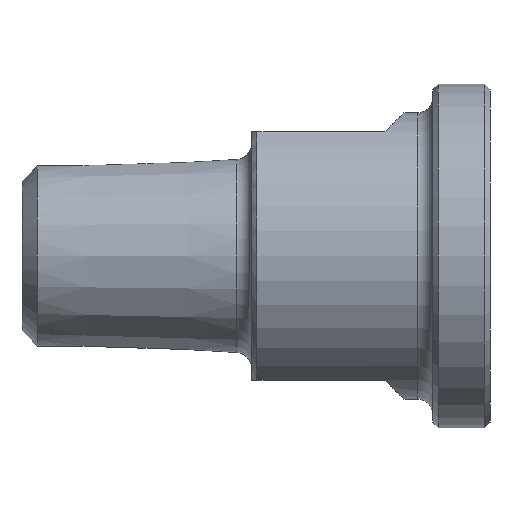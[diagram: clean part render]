
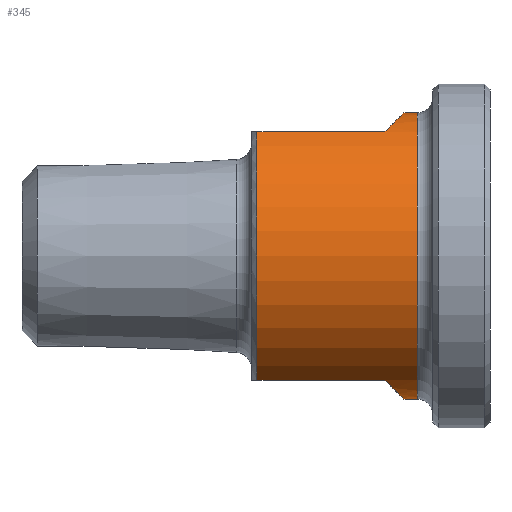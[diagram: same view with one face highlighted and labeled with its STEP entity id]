
A CAD part, front view. The second image highlights one B-rep face of the part: STEP entity #345.
In plain terms, the highlighted cylindrical face has radius 7.5 mm (diameter 15 mm), a full revolution.
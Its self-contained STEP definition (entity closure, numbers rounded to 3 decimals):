
#29=CIRCLE('',#389,7.5);
#30=CIRCLE('',#390,7.5);
#31=CIRCLE('',#391,7.5);
#32=CIRCLE('',#392,7.5);
#33=CIRCLE('',#393,7.5);
#57=CYLINDRICAL_SURFACE('',#388,7.5);
#68=FACE_OUTER_BOUND('',#89,.T.);
#89=EDGE_LOOP('',(#247,#248,#249,#250,#251,#252,#253,#254,#255,#256,#257,
#258,#259));
#111=LINE('',#562,#128);
#113=LINE('',#573,#130);
#115=LINE('',#581,#132);
#117=LINE('',#592,#134);
#118=LINE('',#598,#135);
#128=VECTOR('',#442,10.);
#130=VECTOR('',#444,10.);
#132=VECTOR('',#452,10.);
#134=VECTOR('',#454,10.);
#135=VECTOR('',#459,7.5);
#144=ELLIPSE('',#383,10.607,7.5);
#145=ELLIPSE('',#386,10.607,7.5);
#146=VERTEX_POINT('',#556);
#147=VERTEX_POINT('',#557);
#148=VERTEX_POINT('',#561);
#151=VERTEX_POINT('',#569);
#152=VERTEX_POINT('',#575);
#153=VERTEX_POINT('',#576);
#154=VERTEX_POINT('',#580);
#157=VERTEX_POINT('',#588);
#158=VERTEX_POINT('',#594);
#159=VERTEX_POINT('',#595);
#160=VERTEX_POINT('',#597);
#180=EDGE_CURVE('',#146,#147,#144,.T.);
#182=EDGE_CURVE('',#148,#146,#111,.T.);
#186=EDGE_CURVE('',#147,#151,#113,.T.);
#187=EDGE_CURVE('',#152,#153,#145,.T.);
#189=EDGE_CURVE('',#154,#152,#115,.T.);
#193=EDGE_CURVE('',#153,#157,#117,.T.);
#194=EDGE_CURVE('',#158,#159,#29,.T.);
#195=EDGE_CURVE('',#158,#160,#118,.T.);
#196=EDGE_CURVE('',#154,#160,#30,.T.);
#197=EDGE_CURVE('',#148,#157,#31,.T.);
#198=EDGE_CURVE('',#160,#151,#32,.T.);
#199=EDGE_CURVE('',#159,#158,#33,.T.);
#247=ORIENTED_EDGE('',*,*,#194,.F.);
#248=ORIENTED_EDGE('',*,*,#195,.T.);
#249=ORIENTED_EDGE('',*,*,#196,.F.);
#250=ORIENTED_EDGE('',*,*,#189,.T.);
#251=ORIENTED_EDGE('',*,*,#187,.T.);
#252=ORIENTED_EDGE('',*,*,#193,.T.);
#253=ORIENTED_EDGE('',*,*,#197,.F.);
#254=ORIENTED_EDGE('',*,*,#182,.T.);
#255=ORIENTED_EDGE('',*,*,#180,.T.);
#256=ORIENTED_EDGE('',*,*,#186,.T.);
#257=ORIENTED_EDGE('',*,*,#198,.F.);
#258=ORIENTED_EDGE('',*,*,#195,.F.);
#259=ORIENTED_EDGE('',*,*,#199,.F.);
#345=ADVANCED_FACE('',(#68),#57,.T.);
#383=AXIS2_PLACEMENT_3D('',#558,#437,#438);
#386=AXIS2_PLACEMENT_3D('',#577,#447,#448);
#388=AXIS2_PLACEMENT_3D('',#593,#455,#456);
#389=AXIS2_PLACEMENT_3D('',#596,#457,#458);
#390=AXIS2_PLACEMENT_3D('',#599,#460,#461);
#391=AXIS2_PLACEMENT_3D('',#600,#462,#463);
#392=AXIS2_PLACEMENT_3D('',#601,#464,#465);
#393=AXIS2_PLACEMENT_3D('',#602,#466,#467);
#437=DIRECTION('center_axis',(0.707,0.,-0.707));
#438=DIRECTION('ref_axis',(0.707,0.,0.707));
#442=DIRECTION('',(1.,0.,0.));
#444=DIRECTION('',(-1.,0.,0.));
#447=DIRECTION('center_axis',(0.707,0.,0.707));
#448=DIRECTION('ref_axis',(-0.707,0.,0.707));
#452=DIRECTION('',(1.,0.,0.));
#454=DIRECTION('',(-1.,0.,0.));
#455=DIRECTION('center_axis',(1.,0.,0.));
#456=DIRECTION('ref_axis',(0.,1.,0.));
#457=DIRECTION('center_axis',(1.,0.,0.));
#458=DIRECTION('ref_axis',(0.,-1.,0.));
#459=DIRECTION('',(-1.,0.,0.));
#460=DIRECTION('center_axis',(-1.,0.,0.));
#461=DIRECTION('ref_axis',(0.,-1.,0.));
#462=DIRECTION('center_axis',(-1.,0.,0.));
#463=DIRECTION('ref_axis',(0.,-1.,0.));
#464=DIRECTION('center_axis',(-1.,0.,0.));
#465=DIRECTION('ref_axis',(0.,-1.,0.));
#466=DIRECTION('center_axis',(1.,0.,0.));
#467=DIRECTION('ref_axis',(0.,-1.,0.));
#556=CARTESIAN_POINT('',(-5.5,3.742,6.5));
#557=CARTESIAN_POINT('',(-5.5,-3.742,6.5));
#558=CARTESIAN_POINT('Origin',(-12.,0.,0.));
#561=CARTESIAN_POINT('',(-12.2,3.742,6.5));
#562=CARTESIAN_POINT('',(-7.75,3.742,6.5));
#569=CARTESIAN_POINT('',(-12.2,-3.742,6.5));
#573=CARTESIAN_POINT('',(-7.75,-3.742,6.5));
#575=CARTESIAN_POINT('',(-5.5,-3.742,-6.5));
#576=CARTESIAN_POINT('',(-5.5,3.742,-6.5));
#577=CARTESIAN_POINT('Origin',(-12.,0.,0.));
#580=CARTESIAN_POINT('',(-12.2,-3.742,-6.5));
#581=CARTESIAN_POINT('',(-7.75,-3.742,-6.5));
#588=CARTESIAN_POINT('',(-12.2,3.742,-6.5));
#592=CARTESIAN_POINT('',(-7.75,3.742,-6.5));
#593=CARTESIAN_POINT('Origin',(-7.75,0.,0.));
#594=CARTESIAN_POINT('',(-3.8,-7.5,0.));
#595=CARTESIAN_POINT('',(-3.8,0.,7.5));
#596=CARTESIAN_POINT('Origin',(-3.8,0.,0.));
#597=CARTESIAN_POINT('',(-12.2,-7.5,0.));
#598=CARTESIAN_POINT('',(-7.75,-7.5,0.));
#599=CARTESIAN_POINT('Origin',(-12.2,0.,0.));
#600=CARTESIAN_POINT('Origin',(-12.2,0.,0.));
#601=CARTESIAN_POINT('Origin',(-12.2,0.,0.));
#602=CARTESIAN_POINT('Origin',(-3.8,0.,0.));
